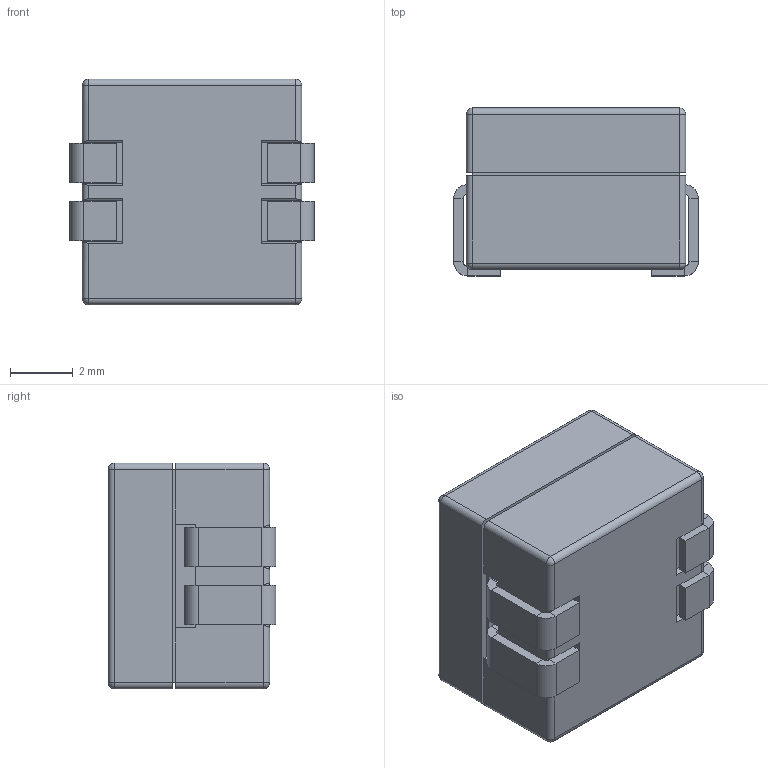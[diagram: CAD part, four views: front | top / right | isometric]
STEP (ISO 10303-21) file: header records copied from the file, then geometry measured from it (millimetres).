
FILE_DESCRIPTION (( 'STEP AP214' ), '1' );
FILE_NAME ('FPT705-200-R.STEP', '2019-04-04T13:52:17', ( '' ), ( '' ), 'SwSTEP 2.0', 'SolidWorks 2017', '' );
FILE_SCHEMA (( 'AUTOMOTIVE_DESIGN' ));
Length unit declared in the file: millimetre
Products named in the file (1): FPT705-200-R
Bounding box: 7.8 x 5.35 x 7.2 mm (x, y, z)
Volume: 261.5 mm3; surface area: 316.7 mm2
Topology: 5 solids, 5 shells, 159 faces, 352 edges, 196 vertices
Faces by surface type: plane 115, cylinder 36, sphere 8
Entity records: 4694 total; most frequent: CARTESIAN_POINT 724, DIRECTION 720, ORIENTED_EDGE 688, EDGE_CURVE 344, VECTOR 272, LINE 272, AXIS2_PLACEMENT_3D 224, VERTEX_POINT 196
